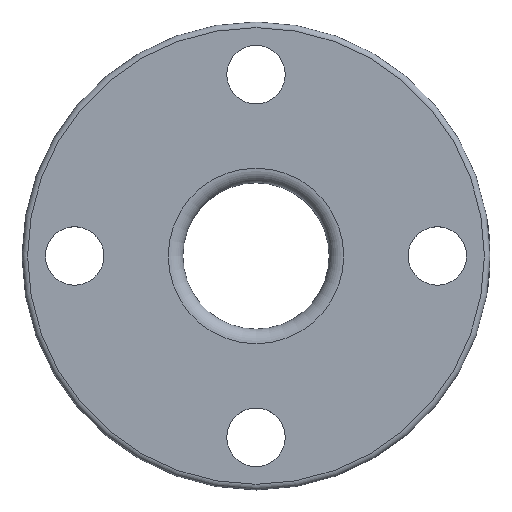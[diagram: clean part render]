
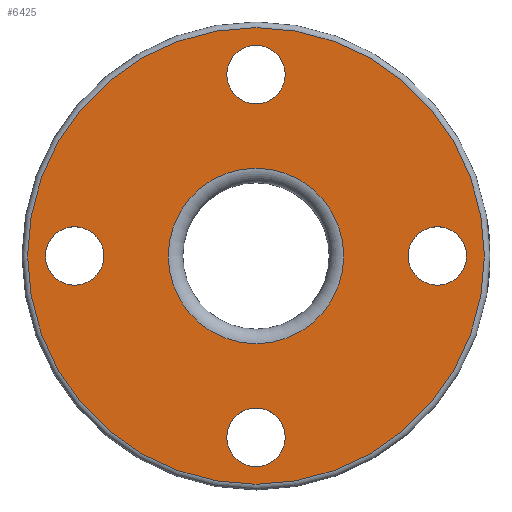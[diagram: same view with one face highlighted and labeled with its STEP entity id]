
A CAD part, top view. The second image highlights one B-rep face of the part: STEP entity #6425.
In plain terms, the highlighted planar face has unit normal (0, 0, 1).
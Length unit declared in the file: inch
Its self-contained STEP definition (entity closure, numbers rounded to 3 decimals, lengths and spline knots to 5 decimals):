
#67=FACE_BOUND('',#1135,.T.);
#68=FACE_BOUND('',#1136,.T.);
#69=FACE_BOUND('',#1137,.T.);
#70=FACE_BOUND('',#1138,.T.);
#71=FACE_BOUND('',#1139,.T.);
#72=FACE_BOUND('',#1140,.T.);
#207=PLANE('',#6740);
#1135=EDGE_LOOP('',(#5991));
#1136=EDGE_LOOP('',(#5992));
#1137=EDGE_LOOP('',(#5993));
#1138=EDGE_LOOP('',(#5994));
#1139=EDGE_LOOP('',(#5995));
#1140=EDGE_LOOP('',(#5996));
#1276=CIRCLE('',#6726,0.3125);
#1278=CIRCLE('',#6729,0.3125);
#1280=CIRCLE('',#6732,0.3125);
#1282=CIRCLE('',#6735,0.3125);
#1285=CIRCLE('',#6739,0.9375);
#1286=CIRCLE('',#6741,2.44);
#3149=VERTEX_POINT('',#14740);
#3151=VERTEX_POINT('',#14745);
#3153=VERTEX_POINT('',#14750);
#3155=VERTEX_POINT('',#14755);
#3158=VERTEX_POINT('',#14762);
#3159=VERTEX_POINT('',#14765);
#4100=EDGE_CURVE('',#3149,#3149,#1276,.T.);
#4102=EDGE_CURVE('',#3151,#3151,#1278,.T.);
#4104=EDGE_CURVE('',#3153,#3153,#1280,.T.);
#4106=EDGE_CURVE('',#3155,#3155,#1282,.T.);
#4109=EDGE_CURVE('',#3158,#3158,#1285,.T.);
#4110=EDGE_CURVE('',#3159,#3159,#1286,.T.);
#5991=ORIENTED_EDGE('',*,*,#4100,.T.);
#5992=ORIENTED_EDGE('',*,*,#4102,.T.);
#5993=ORIENTED_EDGE('',*,*,#4104,.T.);
#5994=ORIENTED_EDGE('',*,*,#4106,.T.);
#5995=ORIENTED_EDGE('',*,*,#4110,.F.);
#5996=ORIENTED_EDGE('',*,*,#4109,.F.);
#6425=ADVANCED_FACE('',(#67,#68,#69,#70,#71,#72),#207,.T.);
#6726=AXIS2_PLACEMENT_3D('',#14741,#7765,#7766);
#6729=AXIS2_PLACEMENT_3D('',#14746,#7771,#7772);
#6732=AXIS2_PLACEMENT_3D('',#14751,#7777,#7778);
#6735=AXIS2_PLACEMENT_3D('',#14756,#7783,#7784);
#6739=AXIS2_PLACEMENT_3D('',#14763,#7791,#7792);
#6740=AXIS2_PLACEMENT_3D('',#14764,#7793,#7794);
#6741=AXIS2_PLACEMENT_3D('',#14766,#7795,#7796);
#7765=DIRECTION('center_axis',(0.,0.,-1.));
#7766=DIRECTION('ref_axis',(0.,1.,0.));
#7771=DIRECTION('center_axis',(0.,0.,-1.));
#7772=DIRECTION('ref_axis',(1.,0.,0.));
#7777=DIRECTION('center_axis',(0.,0.,-1.));
#7778=DIRECTION('ref_axis',(0.,-1.,0.));
#7783=DIRECTION('center_axis',(0.,0.,-1.));
#7784=DIRECTION('ref_axis',(-1.,0.,0.));
#7791=DIRECTION('center_axis',(0.,0.,1.));
#7792=DIRECTION('ref_axis',(-1.,0.,0.));
#7793=DIRECTION('center_axis',(0.,0.,1.));
#7794=DIRECTION('ref_axis',(1.,0.,0.));
#7795=DIRECTION('center_axis',(0.,0.,-1.));
#7796=DIRECTION('ref_axis',(-1.,0.,0.));
#14740=CARTESIAN_POINT('',(1.9375,-0.3125,0.375));
#14741=CARTESIAN_POINT('Origin',(1.9375,0.,0.375));
#14745=CARTESIAN_POINT('',(-0.3125,-1.9375,0.375));
#14746=CARTESIAN_POINT('Origin',(0.,-1.9375,0.375));
#14750=CARTESIAN_POINT('',(-1.9375,0.3125,0.375));
#14751=CARTESIAN_POINT('Origin',(-1.9375,0.,0.375));
#14755=CARTESIAN_POINT('',(0.3125,1.9375,0.375));
#14756=CARTESIAN_POINT('Origin',(0.,1.9375,0.375));
#14762=CARTESIAN_POINT('',(0.9375,0.,0.375));
#14763=CARTESIAN_POINT('Origin',(0.,0.,0.375));
#14764=CARTESIAN_POINT('Origin',(0.,0.,
0.375));
#14765=CARTESIAN_POINT('',(2.44,0.,0.375));
#14766=CARTESIAN_POINT('Origin',(0.,0.,0.375));
